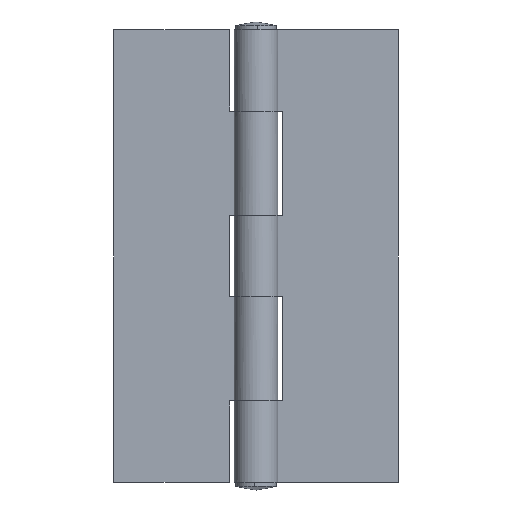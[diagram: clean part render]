
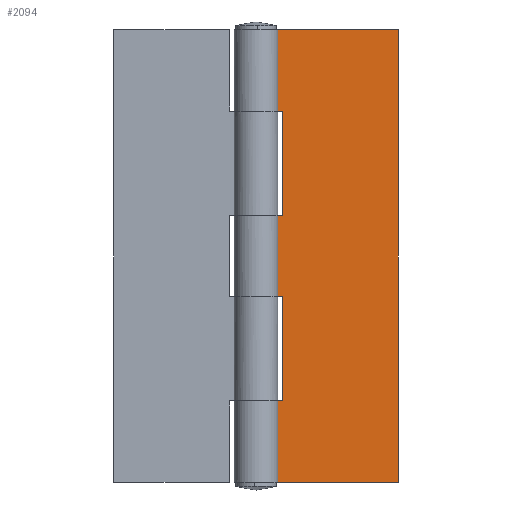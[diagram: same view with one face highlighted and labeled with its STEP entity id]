
A CAD part, front view. The second image highlights one B-rep face of the part: STEP entity #2094.
In plain terms, the highlighted free-form (B-spline) face has degree [1, 1] with [2, 2] control points.
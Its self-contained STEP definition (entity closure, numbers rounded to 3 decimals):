
#1263=CARTESIAN_POINT('',(5.2,0.85,73.0));
#1264=VERTEX_POINT('',#1263);
#1270=CARTESIAN_POINT('',(2.457,0.85,73.0));
#1271=VERTEX_POINT('',#1270);
#1272=CARTESIAN_POINT('',(5.2,0.85,73.0));
#1273=CARTESIAN_POINT('',(2.457,0.85,73.0));
#1274=QUASI_UNIFORM_CURVE('',1,(#1272,#1273),.UNSPECIFIED.,.F.,.U.);
#1275=EDGE_CURVE('',#1264,#1271,#1274,.T.);
#1371=CARTESIAN_POINT('',(5.2,0.85,52.5));
#1372=VERTEX_POINT('',#1371);
#1378=CARTESIAN_POINT('',(5.2,0.85,52.5));
#1379=CARTESIAN_POINT('',(5.2,0.85,73.0));
#1380=QUASI_UNIFORM_CURVE('',1,(#1378,#1379),.UNSPECIFIED.,.F.,.U.);
#1381=EDGE_CURVE('',#1372,#1264,#1380,.T.);
#1443=CARTESIAN_POINT('',(2.457,0.85,52.5));
#1444=VERTEX_POINT('',#1443);
#1480=CARTESIAN_POINT('',(2.457,0.85,52.5));
#1481=CARTESIAN_POINT('',(5.2,0.85,52.5));
#1482=QUASI_UNIFORM_CURVE('',1,(#1480,#1481),.UNSPECIFIED.,.F.,.U.);
#1483=EDGE_CURVE('',#1444,#1372,#1482,.T.);
#1503=CARTESIAN_POINT('',(5.2,0.85,36.5));
#1504=VERTEX_POINT('',#1503);
#1510=CARTESIAN_POINT('',(2.457,0.85,36.5));
#1511=VERTEX_POINT('',#1510);
#1512=CARTESIAN_POINT('',(5.2,0.85,36.5));
#1513=CARTESIAN_POINT('',(2.457,0.85,36.5));
#1514=QUASI_UNIFORM_CURVE('',1,(#1512,#1513),.UNSPECIFIED.,.F.,.U.);
#1515=EDGE_CURVE('',#1504,#1511,#1514,.T.);
#1613=CARTESIAN_POINT('',(5.2,0.85,16.));
#1614=VERTEX_POINT('',#1613);
#1620=CARTESIAN_POINT('',(5.2,0.85,16.));
#1621=CARTESIAN_POINT('',(5.2,0.85,36.5));
#1622=QUASI_UNIFORM_CURVE('',1,(#1620,#1621),.UNSPECIFIED.,.F.,.U.);
#1623=EDGE_CURVE('',#1614,#1504,#1622,.T.);
#1685=CARTESIAN_POINT('',(2.457,0.85,16.0));
#1686=VERTEX_POINT('',#1685);
#1722=CARTESIAN_POINT('',(2.457,0.85,16.0));
#1723=CARTESIAN_POINT('',(5.2,0.85,16.));
#1724=QUASI_UNIFORM_CURVE('',1,(#1722,#1723),.UNSPECIFIED.,.F.,.U.);
#1725=EDGE_CURVE('',#1686,#1614,#1724,.T.);
#1736=CARTESIAN_POINT('',(28.0,0.85,0.0));
#1737=VERTEX_POINT('',#1736);
#1745=CARTESIAN_POINT('',(2.457,0.85,0.0));
#1746=VERTEX_POINT('',#1745);
#1747=CARTESIAN_POINT('',(2.457,0.85,0.0));
#1748=CARTESIAN_POINT('',(28.0,0.85,0.0));
#1749=QUASI_UNIFORM_CURVE('',1,(#1747,#1748),.UNSPECIFIED.,.F.,.U.);
#1750=EDGE_CURVE('',#1746,#1737,#1749,.T.);
#1847=CARTESIAN_POINT('',(28.0,0.85,89.0));
#1848=VERTEX_POINT('',#1847);
#1908=CARTESIAN_POINT('',(2.457,0.85,89.0));
#1909=VERTEX_POINT('',#1908);
#1945=CARTESIAN_POINT('',(2.457,0.85,89.0));
#1946=CARTESIAN_POINT('',(28.0,0.85,89.0));
#1947=QUASI_UNIFORM_CURVE('',1,(#1945,#1946),.UNSPECIFIED.,.F.,.U.);
#1948=EDGE_CURVE('',#1909,#1848,#1947,.T.);
#1965=CARTESIAN_POINT('',(28.0,0.85,89.0));
#1966=CARTESIAN_POINT('',(28.0,0.85,0.0));
#1967=QUASI_UNIFORM_CURVE('',1,(#1965,#1966),.UNSPECIFIED.,.F.,.U.);
#1968=EDGE_CURVE('',#1848,#1737,#1967,.T.);
#2006=CARTESIAN_POINT('',(2.457,0.85,16.0));
#2007=CARTESIAN_POINT('',(2.457,0.85,0.0));
#2008=QUASI_UNIFORM_CURVE('',1,(#2006,#2007),.UNSPECIFIED.,.F.,.U.);
#2009=EDGE_CURVE('',#1686,#1746,#2008,.T.);
#2067=CARTESIAN_POINT('',(1.181,0.85,-4.446));
#2068=CARTESIAN_POINT('',(1.181,0.85,93.446));
#2069=CARTESIAN_POINT('',(29.276,0.85,-4.446));
#2070=CARTESIAN_POINT('',(29.276,0.85,93.446));
#2071=B_SPLINE_SURFACE_WITH_KNOTS('',1,1,((#2067,#2069),(#2068,#2070)),.UNSPECIFIED.,.F.,.F.,.U.,(2,2),(2,2),(0.0,97.891),(0.0,28.095),.UNSPECIFIED.);
#2072=ORIENTED_EDGE('',*,*,#1483,.F.);
#2073=CARTESIAN_POINT('',(2.457,0.85,52.5));
#2074=CARTESIAN_POINT('',(2.457,0.85,36.5));
#2075=QUASI_UNIFORM_CURVE('',1,(#2073,#2074),.UNSPECIFIED.,.F.,.U.);
#2076=EDGE_CURVE('',#1444,#1511,#2075,.T.);
#2077=ORIENTED_EDGE('',*,*,#2076,.T.);
#2078=ORIENTED_EDGE('',*,*,#1515,.F.);
#2079=ORIENTED_EDGE('',*,*,#1623,.F.);
#2080=ORIENTED_EDGE('',*,*,#1725,.F.);
#2081=ORIENTED_EDGE('',*,*,#2009,.T.);
#2082=ORIENTED_EDGE('',*,*,#1750,.T.);
#2083=ORIENTED_EDGE('',*,*,#1968,.F.);
#2084=ORIENTED_EDGE('',*,*,#1948,.F.);
#2085=CARTESIAN_POINT('',(2.457,0.85,89.0));
#2086=CARTESIAN_POINT('',(2.457,0.85,73.0));
#2087=QUASI_UNIFORM_CURVE('',1,(#2085,#2086),.UNSPECIFIED.,.F.,.U.);
#2088=EDGE_CURVE('',#1909,#1271,#2087,.T.);
#2089=ORIENTED_EDGE('',*,*,#2088,.T.);
#2090=ORIENTED_EDGE('',*,*,#1275,.F.);
#2091=ORIENTED_EDGE('',*,*,#1381,.F.);
#2092=EDGE_LOOP('',(#2072,#2077,#2078,#2079,#2080,#2081,#2082,#2083,#2084,#2089,#2090,#2091));
#2093=FACE_OUTER_BOUND('',#2092,.T.);
#2094=ADVANCED_FACE('',(#2093),#2071,.F.);
